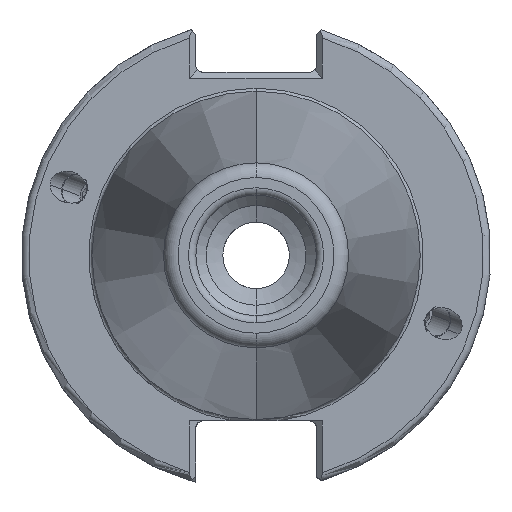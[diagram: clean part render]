
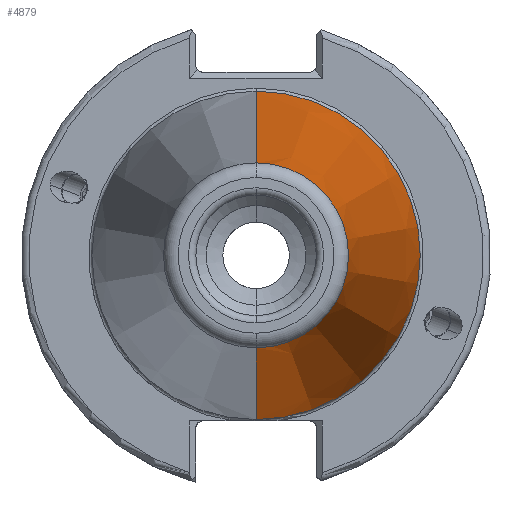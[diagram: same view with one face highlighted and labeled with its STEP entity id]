
A CAD part, left-side view. The second image highlights one B-rep face of the part: STEP entity #4879.
In plain terms, the highlighted conical face has half-angle 8.297 degrees and reference radius 22.225 mm.
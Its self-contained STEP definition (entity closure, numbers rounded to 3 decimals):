
#50 = DIRECTION ( 'NONE',  ( 0., 0., -1. ) ) ;
#82 = VECTOR ( 'NONE', #2201, 1000. ) ;
#181 = EDGE_CURVE ( 'NONE', #2381, #1785, #6575, .T. ) ;
#412 = EDGE_CURVE ( 'NONE', #3514, #3973, #3408, .T. ) ;
#876 = ORIENTED_EDGE ( 'NONE', *, *, #3549, .F. ) ;
#1122 = DIRECTION ( 'NONE',  ( 1., 0., 0. ) ) ;
#1337 = DIRECTION ( 'NONE',  ( -1., 0., 0. ) ) ;
#1572 = AXIS2_PLACEMENT_3D ( 'NONE', #6573, #1122, #50 ) ;
#1672 = CARTESIAN_POINT ( 'NONE',  ( -80., 0., 22.225 ) ) ;
#1693 = LINE ( 'NONE', #1672, #82 ) ;
#1785 = VERTEX_POINT ( 'NONE', #4200 ) ;
#2156 = CARTESIAN_POINT ( 'NONE',  ( -146.539, 0., -12.522 ) ) ;
#2201 = DIRECTION ( 'NONE',  ( 0.99, 0., 0.144 ) ) ;
#2381 = VERTEX_POINT ( 'NONE', #3094 ) ;
#2581 = CARTESIAN_POINT ( 'NONE',  ( -146.539, 0., 12.522 ) ) ;
#2723 = CARTESIAN_POINT ( 'NONE',  ( -80., 0., 0. ) ) ;
#2916 = DIRECTION ( 'NONE',  ( 0.99, 0., -0.144 ) ) ;
#3094 = CARTESIAN_POINT ( 'NONE',  ( -80., 0., -22.225 ) ) ;
#3274 = DIRECTION ( 'NONE',  ( 0., 0., 1. ) ) ;
#3408 = CIRCLE ( 'NONE', #3905, 12.522 ) ;
#3514 = VERTEX_POINT ( 'NONE', #2156 ) ;
#3549 = EDGE_CURVE ( 'NONE', #3973, #1785, #1693, .T. ) ;
#3683 = VECTOR ( 'NONE', #2916, 1000. ) ;
#3905 = AXIS2_PLACEMENT_3D ( 'NONE', #4597, #1337, #5151 ) ;
#3973 = VERTEX_POINT ( 'NONE', #2581 ) ;
#4200 = CARTESIAN_POINT ( 'NONE',  ( -80., 0., 22.225 ) ) ;
#4466 = ORIENTED_EDGE ( 'NONE', *, *, #181, .T. ) ;
#4597 = CARTESIAN_POINT ( 'NONE',  ( -146.539, 0., 0. ) ) ;
#4695 = EDGE_LOOP ( 'NONE', ( #876, #5255, #5361, #4466 ) ) ;
#4769 = AXIS2_PLACEMENT_3D ( 'NONE', #2723, #6536, #3274 ) ;
#4879 = ADVANCED_FACE ( 'NONE', ( #5448 ), #5263, .T. ) ;
#5133 = LINE ( 'NONE', #6178, #3683 ) ;
#5151 = DIRECTION ( 'NONE',  ( 0., 0., 1. ) ) ;
#5255 = ORIENTED_EDGE ( 'NONE', *, *, #412, .F. ) ;
#5263 = CONICAL_SURFACE ( 'NONE', #1572, 22.225, 0.145 ) ;
#5361 = ORIENTED_EDGE ( 'NONE', *, *, #6257, .T. ) ;
#5448 = FACE_OUTER_BOUND ( 'NONE', #4695, .T. ) ;
#6178 = CARTESIAN_POINT ( 'NONE',  ( -80., 0., -22.225 ) ) ;
#6257 = EDGE_CURVE ( 'NONE', #3514, #2381, #5133, .T. ) ;
#6536 = DIRECTION ( 'NONE',  ( -1., 0., 0. ) ) ;
#6573 = CARTESIAN_POINT ( 'NONE',  ( -80., 0., 0. ) ) ;
#6575 = CIRCLE ( 'NONE', #4769, 22.225 ) ;
